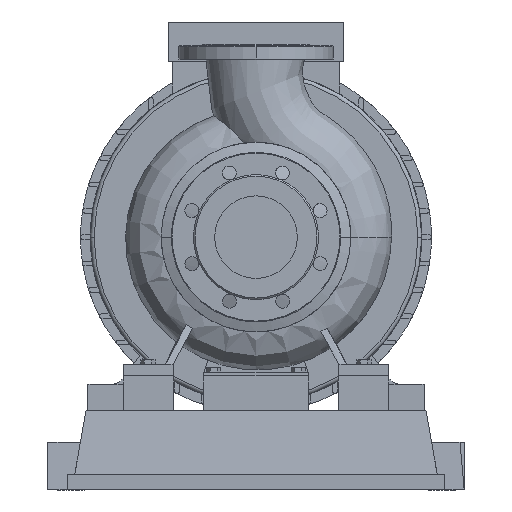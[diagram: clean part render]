
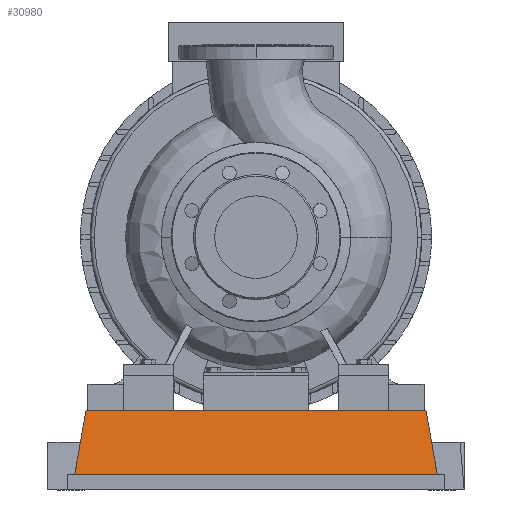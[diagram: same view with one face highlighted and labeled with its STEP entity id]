
A CAD part, left-side view. The second image highlights one B-rep face of the part: STEP entity #30980.
In plain terms, the highlighted planar face has unit normal (-0.985, 0, 0.174).
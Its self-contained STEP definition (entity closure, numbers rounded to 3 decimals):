
#28865=CARTESIAN_POINT('',(-82.5,-235.,20.6));
#28866=VERTEX_POINT('',#28865);
#28873=CARTESIAN_POINT('',(-82.5,235.0,20.6));
#28874=VERTEX_POINT('',#28873);
#28875=CARTESIAN_POINT('',(-82.5,-235.,20.6));
#28876=DIRECTION('',(0.0,1.0,0.0));
#28877=VECTOR('',#28876,470.0);
#28878=LINE('',#28875,#28877);
#28879=EDGE_CURVE('',#28866,#28874,#28878,.T.);
#30714=CARTESIAN_POINT('',(-67.971,-220.471,103.0));
#30715=VERTEX_POINT('',#30714);
#30722=CARTESIAN_POINT('',(-82.5,-235.,20.6));
#30723=DIRECTION('',(0.171,0.171,0.97));
#30724=VECTOR('',#30723,84.923);
#30725=LINE('',#30722,#30724);
#30726=EDGE_CURVE('',#28866,#30715,#30725,.T.);
#30957=CARTESIAN_POINT('',(-82.5,-235.,20.6));
#30958=DIRECTION('',(-0.985,0.,0.174));
#30959=DIRECTION('',(0.0,-1.0,0.0));
#30960=AXIS2_PLACEMENT_3D('',#30957,#30958,#30959);
#30961=PLANE('',#30960);
#30962=CARTESIAN_POINT('',(-67.971,220.471,103.0));
#30963=VERTEX_POINT('',#30962);
#30964=CARTESIAN_POINT('',(-67.971,-220.471,103.0));
#30965=DIRECTION('',(0.0,1.0,0.0));
#30966=VECTOR('',#30965,440.941);
#30967=LINE('',#30964,#30966);
#30968=EDGE_CURVE('',#30715,#30963,#30967,.T.);
#30969=ORIENTED_EDGE('',*,*,#30968,.T.);
#30970=CARTESIAN_POINT('',(-82.5,235.0,20.6));
#30971=DIRECTION('',(0.171,-0.171,0.97));
#30972=VECTOR('',#30971,84.923);
#30973=LINE('',#30970,#30972);
#30974=EDGE_CURVE('',#28874,#30963,#30973,.T.);
#30975=ORIENTED_EDGE('',*,*,#30974,.F.);
#30976=ORIENTED_EDGE('',*,*,#28879,.F.);
#30977=ORIENTED_EDGE('',*,*,#30726,.T.);
#30978=EDGE_LOOP('',(#30969,#30975,#30976,#30977));
#30979=FACE_OUTER_BOUND('',#30978,.T.);
#30980=ADVANCED_FACE('',(#30979),#30961,.T.);
